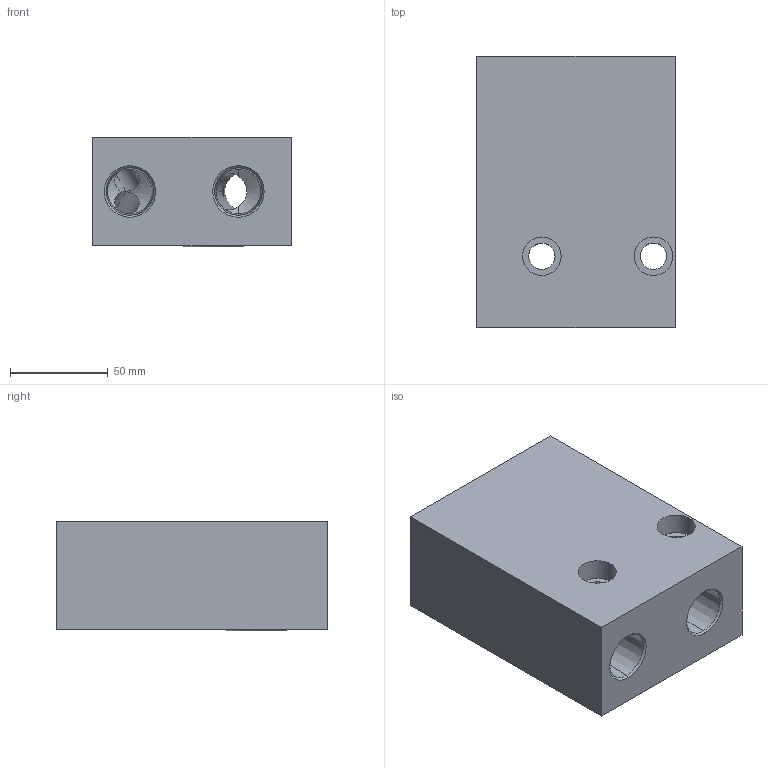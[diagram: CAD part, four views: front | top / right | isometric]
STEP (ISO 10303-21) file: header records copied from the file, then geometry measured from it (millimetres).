
FILE_DESCRIPTION (( 'STEP AP203' ), '1' );
FILE_NAME ('ML-240-CAW-17A3-A06-Z06.STEP', '2026-02-25T08:34:00', ( '' ), ( '' ), 'SwSTEP 2.0', 'SolidWorks 2018', '' );
FILE_SCHEMA (( 'CONFIG_CONTROL_DESIGN' ));
Length unit declared in the file: millimetre
Products named in the file (3): ML-240-CAW-17A3-A06-Z06; 6ED240CAWXXA06A001_目錄; 4KAA121AA001
Assembly tree (2 placements, depth 2):
  ML-240-CAW-17A3-A06-Z06
    4KAA121AA001
    6ED240CAWXXA06A001_目錄
Bounding box: 101.6 x 138.9 x 56.12 mm (x, y, z)
Volume: 595236.9 mm3; surface area: 86041.8 mm2
Topology: 2 solids, 2 shells, 104 faces, 256 edges, 154 vertices
Faces by surface type: cone 46, cylinder 39, plane 11, torus 8
Entity records: 4338 total; most frequent: CARTESIAN_POINT 1640, ORIENTED_EDGE 504, DIRECTION 499, EDGE_CURVE 252, AXIS2_PLACEMENT_3D 207, VERTEX_POINT 154, EDGE_LOOP 122, FACE_OUTER_BOUND 104
